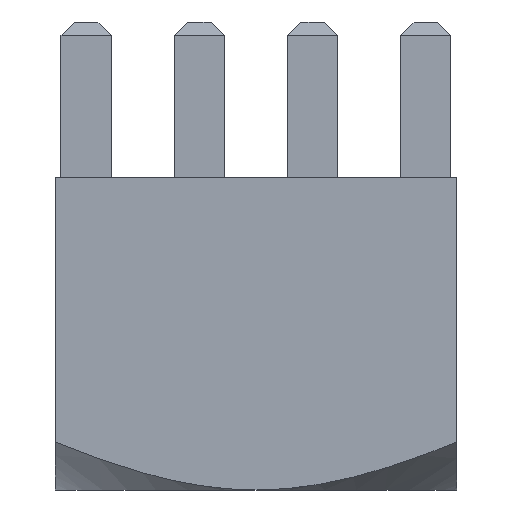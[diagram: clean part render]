
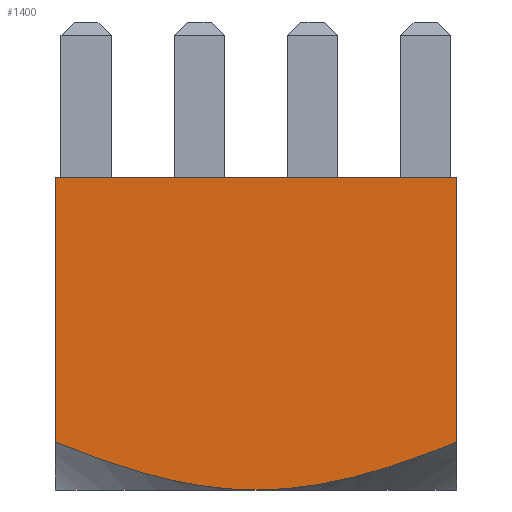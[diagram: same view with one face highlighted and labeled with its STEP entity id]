
A CAD part, left-side view. The second image highlights one B-rep face of the part: STEP entity #1400.
In plain terms, the highlighted planar face has unit normal (-1, 0, 0).
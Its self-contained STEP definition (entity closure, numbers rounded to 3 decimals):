
#190 = EDGE_CURVE ( 'NONE', #339, #349, #1939, .T. ) ;
#191 = EDGE_CURVE ( 'NONE', #348, #349, #1942, .T. ) ;
#192 = EDGE_CURVE ( 'NONE', #347, #348, #406, .T. ) ;
#197 = EDGE_CURVE ( 'NONE', #345, #339, #1954, .T. ) ;
#198 = EDGE_CURVE ( 'NONE', #345, #347, #408, .T. ) ;
#229 = EDGE_LOOP ( 'NONE', ( #1596, #1595, #1594, #1593, #1592 ) ) ;
#339 = VERTEX_POINT ( 'NONE', #2013 ) ;
#345 = VERTEX_POINT ( 'NONE', #2019 ) ;
#347 = VERTEX_POINT ( 'NONE', #2021 ) ;
#348 = VERTEX_POINT ( 'NONE', #2022 ) ;
#349 = VERTEX_POINT ( 'NONE', #2023 ) ;
#406 = B_SPLINE_CURVE_WITH_KNOTS ( 'NONE', 3,
 ( #1943, #1946, #1947, #1948, #1949, #1950, #1951, #1952 ),
 .UNSPECIFIED., .F., .F.,
 ( 4, 2, 2, 4 ),
 ( 0.016, 0.017, 0.019, 0.021 ),
 .UNSPECIFIED. ) ;
#408 = B_SPLINE_CURVE_WITH_KNOTS ( 'NONE', 3,
 ( #1964, #1965, #1972, #1973, #1974, #1975, #1976, #1977 ),
 .UNSPECIFIED., .F., .F.,
 ( 4, 2, 2, 4 ),
 ( 0.012, 0.013, 0.014, 0.016 ),
 .UNSPECIFIED. ) ;
#646 = CARTESIAN_POINT ( 'NONE',  ( -4.5, -4.5, -7. ) ) ;
#650 = FACE_OUTER_BOUND ( 'NONE', #229, .T. ) ;
#651 = PLANE ( 'NONE',  #1855 ) ;
#653 = DIRECTION ( 'NONE',  ( -1., 0., 0. ) ) ;
#654 = DIRECTION ( 'NONE',  ( 0., 0., 1. ) ) ;
#1400 = ADVANCED_FACE ( 'NONE', ( #650 ), #651, .T. ) ;
#1592 = ORIENTED_EDGE ( 'NONE', *, *, #190, .F. ) ;
#1593 = ORIENTED_EDGE ( 'NONE', *, *, #191, .T. ) ;
#1594 = ORIENTED_EDGE ( 'NONE', *, *, #192, .T. ) ;
#1595 = ORIENTED_EDGE ( 'NONE', *, *, #198, .T. ) ;
#1596 = ORIENTED_EDGE ( 'NONE', *, *, #197, .F. ) ;
#1760 = VECTOR ( 'NONE', #1941, 1000. ) ;
#1762 = VECTOR ( 'NONE', #1945, 1000. ) ;
#1769 = VECTOR ( 'NONE', #1969, 1000. ) ;
#1855 = AXIS2_PLACEMENT_3D ( 'NONE', #646, #653, #654 ) ;
#1939 = LINE ( 'NONE', #1940, #1760 ) ;
#1940 = CARTESIAN_POINT ( 'NONE',  ( -4.5, -4.5, 0. ) ) ;
#1941 = DIRECTION ( 'NONE',  ( 0., -1., 0. ) ) ;
#1942 = LINE ( 'NONE', #1944, #1762 ) ;
#1943 = CARTESIAN_POINT ( 'NONE',  ( -4.5, 0., -7. ) ) ;
#1944 = CARTESIAN_POINT ( 'NONE',  ( -4.5, -4.5, -7. ) ) ;
#1945 = DIRECTION ( 'NONE',  ( 0., 0., 1. ) ) ;
#1946 = CARTESIAN_POINT ( 'NONE',  ( -4.5, -0.387, -7. ) ) ;
#1947 = CARTESIAN_POINT ( 'NONE',  ( -4.5, -0.78, -6.97 ) ) ;
#1948 = CARTESIAN_POINT ( 'NONE',  ( -4.5, -1.547, -6.859 ) ) ;
#1949 = CARTESIAN_POINT ( 'NONE',  ( -4.5, -1.925, -6.779 ) ) ;
#1950 = CARTESIAN_POINT ( 'NONE',  ( -4.5, -3.047, -6.484 ) ) ;
#1951 = CARTESIAN_POINT ( 'NONE',  ( -4.5, -3.782, -6.217 ) ) ;
#1952 = CARTESIAN_POINT ( 'NONE',  ( -4.5, -4.5, -5.924 ) ) ;
#1953 = CARTESIAN_POINT ( 'NONE',  ( -4.5, 4.5, -7. ) ) ;
#1954 = LINE ( 'NONE', #1953, #1769 ) ;
#1964 = CARTESIAN_POINT ( 'NONE',  ( -4.5, 4.5, -5.924 ) ) ;
#1965 = CARTESIAN_POINT ( 'NONE',  ( -4.5, 4.14, -6.071 ) ) ;
#1969 = DIRECTION ( 'NONE',  ( 0., 0., 1. ) ) ;
#1972 = CARTESIAN_POINT ( 'NONE',  ( -4.5, 3.777, -6.21 ) ) ;
#1973 = CARTESIAN_POINT ( 'NONE',  ( -4.5, 3.04, -6.467 ) ) ;
#1974 = CARTESIAN_POINT ( 'NONE',  ( -4.5, 2.667, -6.584 ) ) ;
#1975 = CARTESIAN_POINT ( 'NONE',  ( -4.5, 1.543, -6.879 ) ) ;
#1976 = CARTESIAN_POINT ( 'NONE',  ( -4.5, 0.781, -7. ) ) ;
#1977 = CARTESIAN_POINT ( 'NONE',  ( -4.5, 0., -7. ) ) ;
#2013 = CARTESIAN_POINT ( 'NONE',  ( -4.5, 4.5, 0. ) ) ;
#2019 = CARTESIAN_POINT ( 'NONE',  ( -4.5, 4.5, -5.924 ) ) ;
#2021 = CARTESIAN_POINT ( 'NONE',  ( -4.5, 0., -7. ) ) ;
#2022 = CARTESIAN_POINT ( 'NONE',  ( -4.5, -4.5, -5.924 ) ) ;
#2023 = CARTESIAN_POINT ( 'NONE',  ( -4.5, -4.5, 0. ) ) ;
